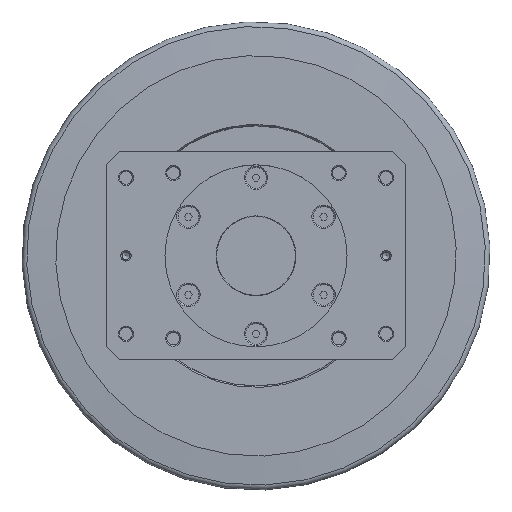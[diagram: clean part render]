
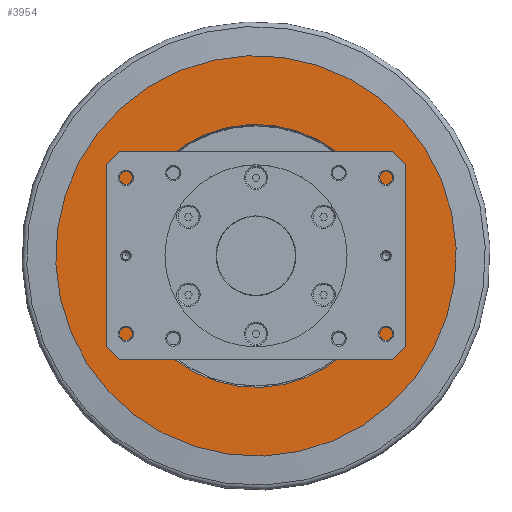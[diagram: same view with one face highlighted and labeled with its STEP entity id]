
A CAD part, top view. The second image highlights one B-rep face of the part: STEP entity #3954.
In plain terms, the highlighted planar face has unit normal (0, 0, 1).
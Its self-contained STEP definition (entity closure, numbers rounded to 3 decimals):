
#812=FACE_BOUND('',#1211,.T.);
#971=FACE_OUTER_BOUND('',#1210,.T.);
#1210=EDGE_LOOP('',(#3115,#3116));
#1211=EDGE_LOOP('',(#3117));
#1411=CIRCLE('',#4287,77.);
#1412=CIRCLE('',#4288,77.);
#1413=CIRCLE('',#4290,50.577);
#1770=VERTEX_POINT('',#6376);
#1771=VERTEX_POINT('',#6378);
#1772=VERTEX_POINT('',#6382);
#2253=EDGE_CURVE('',#1770,#1771,#1411,.T.);
#2254=EDGE_CURVE('',#1771,#1770,#1412,.T.);
#2255=EDGE_CURVE('',#1772,#1772,#1413,.T.);
#3115=ORIENTED_EDGE('',*,*,#2254,.F.);
#3116=ORIENTED_EDGE('',*,*,#2253,.F.);
#3117=ORIENTED_EDGE('',*,*,#2255,.F.);
#3572=PLANE('',#4293);
#3954=ADVANCED_FACE('',(#971,#812),#3572,.T.);
#4287=AXIS2_PLACEMENT_3D('',#6379,#5205,#5206);
#4288=AXIS2_PLACEMENT_3D('',#6380,#5207,#5208);
#4290=AXIS2_PLACEMENT_3D('',#6383,#5211,#5212);
#4293=AXIS2_PLACEMENT_3D('',#6389,#5218,#5219);
#5205=DIRECTION('center_axis',(0.,0.,
-1.));
#5206=DIRECTION('ref_axis',(-0.977,-0.214,0.));
#5207=DIRECTION('center_axis',(0.,0.,
-1.));
#5208=DIRECTION('ref_axis',(-0.977,-0.214,0.));
#5211=DIRECTION('center_axis',(0.,0.,
1.));
#5212=DIRECTION('ref_axis',(0.214,-0.977,0.));
#5218=DIRECTION('center_axis',(0.,0.,
1.));
#5219=DIRECTION('ref_axis',(0.977,0.214,0.));
#6376=CARTESIAN_POINT('',(16.447,-75.223,24.8));
#6378=CARTESIAN_POINT('',(-16.447,75.223,24.8));
#6379=CARTESIAN_POINT('Origin',(0.,0.,
24.8));
#6380=CARTESIAN_POINT('Origin',(0.,0.,
24.8));
#6382=CARTESIAN_POINT('',(-10.803,49.41,24.8));
#6383=CARTESIAN_POINT('Origin',(0.,0.,
24.8));
#6389=CARTESIAN_POINT('Origin',(-14.311,65.454,24.8));
